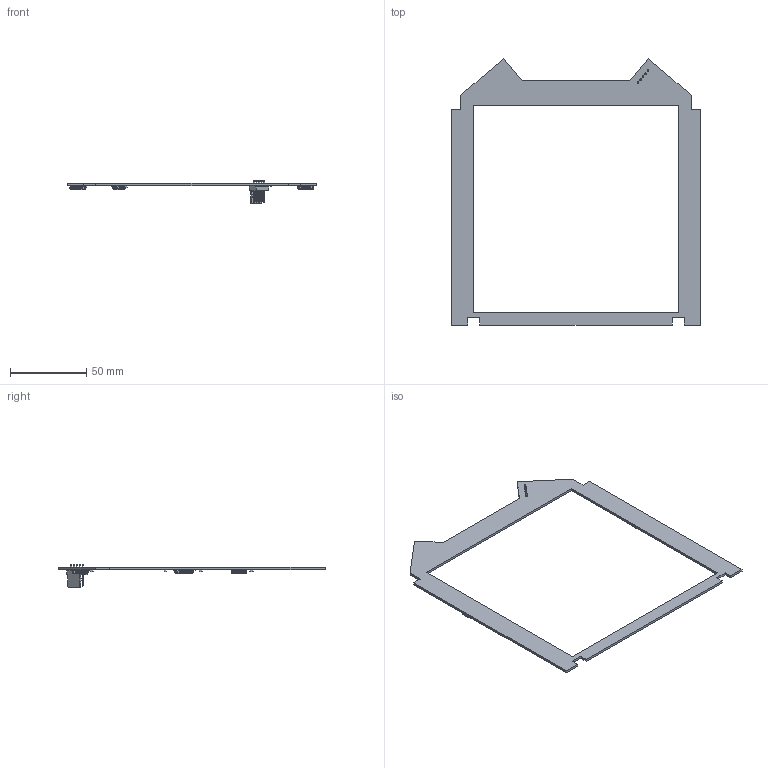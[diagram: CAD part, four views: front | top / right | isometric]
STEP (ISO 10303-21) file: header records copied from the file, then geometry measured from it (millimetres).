
FILE_DESCRIPTION(('FreeCAD Model'),'2;1');
FILE_NAME('Buttons_AMPCD.step', '2019-10-29T07:57:30',('Author'),(''), 'Open CASCADE STEP processor 7.3','FreeCAD','Unknown');
FILE_SCHEMA(('AUTOMOTIVE_DESIGN { 1 0 10303 214 1 1 1 1 }'));
Length unit declared in the file: millimetre
Products named in the file (18): Buttons_AMPCD; Board_Geoms; Local_CS; Pcb; Step_Models; Bot; J1_Molex_AE_6410_05A_5BFE15CE; R1_R_0805_2012Metric_5BFE15DF; R2_R_0805_2012Metric_5BFE15F0; U1_SOIC_16W_75x103mm_P127mm_5BFE1615; U2_SOIC_16W_75x103mm_P127mm_5BFE163A; U3_SOIC_16W_75x103mm_P127mm_5BFE165F; U4_SOIC_16W_75x103mm_P127mm_5BFE1684; R3_R_0805_2012Metric_5DB178B5; C1_C_0805_2012Metric_5DB179A6; C2_C_0805_2012Metric_5DB17F12; C3_C_0805_2012Metric_5DB179C8; C4_C_0805_2012Metric_5DB179D9
Assembly tree (17 placements, depth 4):
  Buttons_AMPCD
    Board_Geoms
      Local_CS
      Pcb
    Step_Models
      Bot
        J1_Molex_AE_6410_05A_5BFE15CE
        R1_R_0805_2012Metric_5BFE15DF
        R2_R_0805_2012Metric_5BFE15F0
        U1_SOIC_16W_75x103mm_P127mm_5BFE1615
        U2_SOIC_16W_75x103mm_P127mm_5BFE163A
        U3_SOIC_16W_75x103mm_P127mm_5BFE165F
        U4_SOIC_16W_75x103mm_P127mm_5BFE1684
        R3_R_0805_2012Metric_5DB178B5
        C1_C_0805_2012Metric_5DB179A6
        C2_C_0805_2012Metric_5DB17F12
        C3_C_0805_2012Metric_5DB179C8
        C4_C_0805_2012Metric_5DB179D9
Bounding box: 162.81 x 174.37 x 15.26 mm (x, y, z)
Volume: 13686.4 mm3; surface area: 19589.5 mm2
Topology: 13 solids, 13 shells, 1468 faces, 3856 edges, 2436 vertices
Faces by surface type: plane 970, cylinder 338, bspline 160
Full cylindrical faces by diameter (mm): 0.6 x4, 1.2 x5
Entity records: 54680 total; most frequent: CARTESIAN_POINT 8386, ORIENTED_EDGE 7712, DIRECTION 7056, EDGE_CURVE 3856, LINE 3052, VECTOR 3052, VERTEX_POINT 2436, AXIS2_PLACEMENT_3D 2002
